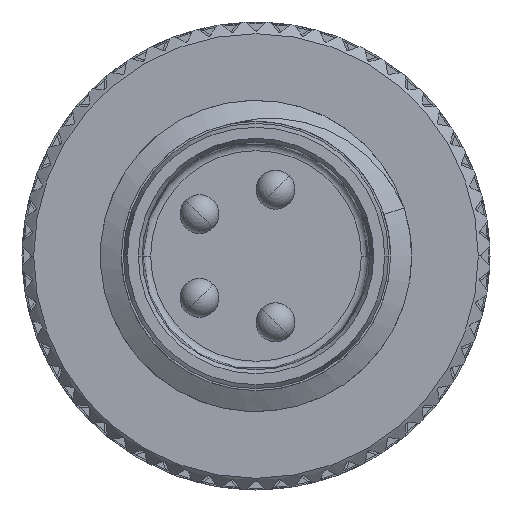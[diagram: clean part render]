
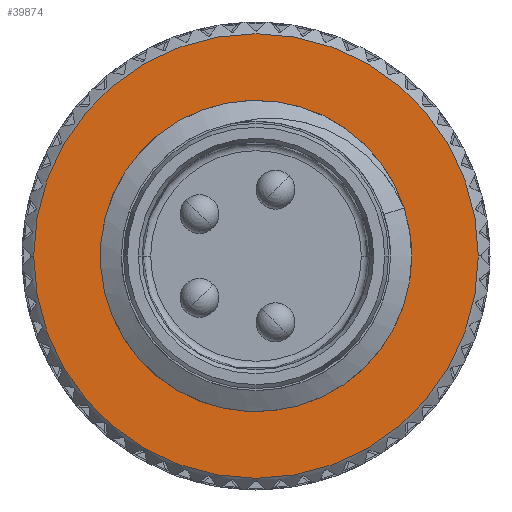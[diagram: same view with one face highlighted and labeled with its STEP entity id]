
A CAD part, front view. The second image highlights one B-rep face of the part: STEP entity #39874.
In plain terms, the highlighted planar face has unit normal (0, -1, 0).
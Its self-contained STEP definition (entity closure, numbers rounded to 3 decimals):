
#16071=CARTESIAN_POINT('',(0.,-9.7,0.5));
#16072=DIRECTION('',(0.,1.,0.));
#16073=DIRECTION('',(-1.,0.,0.));
#16074=AXIS2_PLACEMENT_3D('',#16071,#16072,#16073);
#16076=CARTESIAN_POINT('',(0.,-9.7,0.5));
#16077=DIRECTION('',(0.,1.,0.));
#16078=DIRECTION('',(0.,0.,1.));
#16079=AXIS2_PLACEMENT_3D('',#16076,#16077,#16078);
#16081=CARTESIAN_POINT('',(0.,-9.7,0.5));
#16082=DIRECTION('',(0.,1.,0.));
#16083=DIRECTION('',(1.,0.,0.));
#16084=AXIS2_PLACEMENT_3D('',#16081,#16082,#16083);
#16086=CARTESIAN_POINT('',(0.,-9.7,0.5));
#16087=DIRECTION('',(0.,1.,0.));
#16088=DIRECTION('',(0.,0.,-1.));
#16089=AXIS2_PLACEMENT_3D('',#16086,#16087,#16088);
#16091=CARTESIAN_POINT('',(0.,-9.7,0.5));
#16092=DIRECTION('',(0.,-1.,0.));
#16093=DIRECTION('',(1.,0.,0.));
#16094=AXIS2_PLACEMENT_3D('',#16091,#16092,#16093);
#16096=CARTESIAN_POINT('',(0.,-9.7,0.5));
#16097=DIRECTION('',(0.,-1.,0.));
#16098=DIRECTION('',(-1.,0.,0.));
#16099=AXIS2_PLACEMENT_3D('',#16096,#16097,#16098);
#16101=CARTESIAN_POINT('',(0.,-9.7,0.5));
#16102=DIRECTION('',(0.,1.,0.));
#16103=DIRECTION('',(-1.,0.,0.));
#16104=AXIS2_PLACEMENT_3D('',#16101,#16102,#16103);
#16121=CARTESIAN_POINT('',(0.,-9.7,0.5));
#16122=DIRECTION('',(0.,1.,0.));
#16123=DIRECTION('',(1.,0.,0.));
#16124=AXIS2_PLACEMENT_3D('',#16121,#16122,#16123);
#20947=CARTESIAN_POINT('',(5.7,-9.7,0.5));
#20948=VERTEX_POINT('',#20947);
#20949=CARTESIAN_POINT('',(0.,-9.7,6.2));
#20950=VERTEX_POINT('',#20949);
#20951=CARTESIAN_POINT('',(-5.7,-9.7,0.5));
#20952=VERTEX_POINT('',#20951);
#20956=CARTESIAN_POINT('',(0.,-9.7,-5.2));
#20957=VERTEX_POINT('',#20956);
#20961=CARTESIAN_POINT('',(3.75,-9.7,0.5));
#20962=CARTESIAN_POINT('',(-3.75,-9.7,0.55));
#20963=VERTEX_POINT('',#20961);
#20964=VERTEX_POINT('',#20962);
#20965=CARTESIAN_POINT('',(-3.75,-9.7,0.5));
#20966=VERTEX_POINT('',#20965);
#20967=CARTESIAN_POINT('',(3.75,-9.7,0.451));
#20968=VERTEX_POINT('',#20967);
#39853=CARTESIAN_POINT('',(0.,-9.7,0.5));
#39854=DIRECTION('',(0.,-1.,0.));
#39855=DIRECTION('',(1.,0.,0.));
#39856=AXIS2_PLACEMENT_3D('',#39853,#39854,#39855);
#39857=PLANE('',#39856);
#39858=ORIENTED_EDGE('',*,*,#39676,.T.);
#39859=ORIENTED_EDGE('',*,*,#39674,.T.);
#39860=ORIENTED_EDGE('',*,*,#39839,.T.);
#39861=ORIENTED_EDGE('',*,*,#39837,.T.);
#39862=EDGE_LOOP('',(#39858,#39859,#39860,#39861));
#39863=FACE_OUTER_BOUND('',#39862,.F.);
#39865=ORIENTED_EDGE('',*,*,#39864,.T.);
#39867=ORIENTED_EDGE('',*,*,#39866,.F.);
#39869=ORIENTED_EDGE('',*,*,#39868,.T.);
#39871=ORIENTED_EDGE('',*,*,#39870,.F.);
#39872=EDGE_LOOP('',(#39865,#39867,#39869,#39871));
#39873=FACE_BOUND('',#39872,.F.);
#39874=ADVANCED_FACE('',(#39863,#39873),#39857,.T.);
#16075=CIRCLE('',#16074,5.7);
#16080=CIRCLE('',#16079,5.7);
#16085=CIRCLE('',#16084,5.7);
#16090=CIRCLE('',#16089,5.7);
#16095=CIRCLE('',#16094,3.75);
#16100=CIRCLE('',#16099,3.75);
#16105=CIRCLE('',#16104,3.75);
#16125=CIRCLE('',#16124,3.75);
#39674=EDGE_CURVE('',#20950,#20948,#16080,.T.);
#39676=EDGE_CURVE('',#20952,#20950,#16075,.T.);
#39837=EDGE_CURVE('',#20957,#20952,#16090,.T.);
#39839=EDGE_CURVE('',#20948,#20957,#16085,.T.);
#39864=EDGE_CURVE('',#20963,#20964,#16095,.T.);
#39866=EDGE_CURVE('',#20966,#20964,#16105,.T.);
#39868=EDGE_CURVE('',#20966,#20968,#16100,.T.);
#39870=EDGE_CURVE('',#20963,#20968,#16125,.T.);
